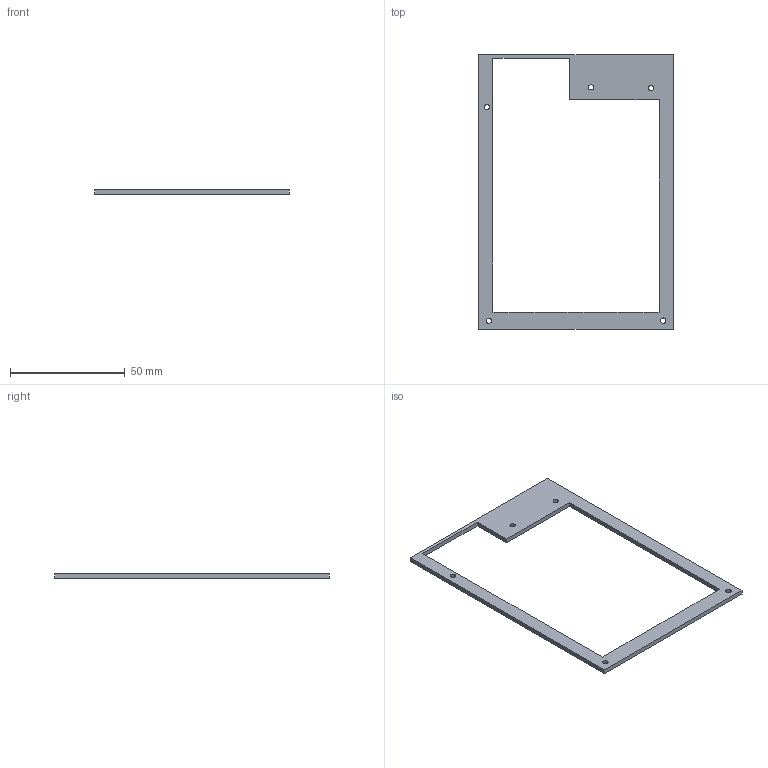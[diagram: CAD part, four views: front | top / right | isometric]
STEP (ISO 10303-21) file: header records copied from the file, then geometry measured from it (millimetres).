
FILE_DESCRIPTION(/* description */ (''),/* implementation_level */ '2;1');
FILE_NAME(/* name */ 'lowermiddle.step',/* time_stamp */ '2025-07-23T13:20:45+09:00',/* author */ (''),/* organization */ (''),/* preprocessor_version */ 'ST-DEVELOPER v20.1',/* originating_system */ 'Autodesk Translation Framework v14.4.0.0',/* authorisation */ '');
FILE_SCHEMA (('AUTOMOTIVE_DESIGN { 1 0 10303 214 3 1 1 }'));
Length unit declared in the file: millimetre
Products named in the file (1): lowermiddle
Bounding box: 85 x 120 x 2 mm (x, y, z)
Volume: 5696.4 mm3; surface area: 7322 mm2
Topology: 1 solids, 1 shells, 33 faces, 93 edges, 62 vertices
Faces by surface type: plane 28, cylinder 5
Full cylindrical faces by diameter (mm): 2.3 x5
Entity records: 1114 total; most frequent: CARTESIAN_POINT 189, ORIENTED_EDGE 186, DIRECTION 171, EDGE_CURVE 93, LINE 83, VECTOR 83, VERTEX_POINT 62, EDGE_LOOP 45
